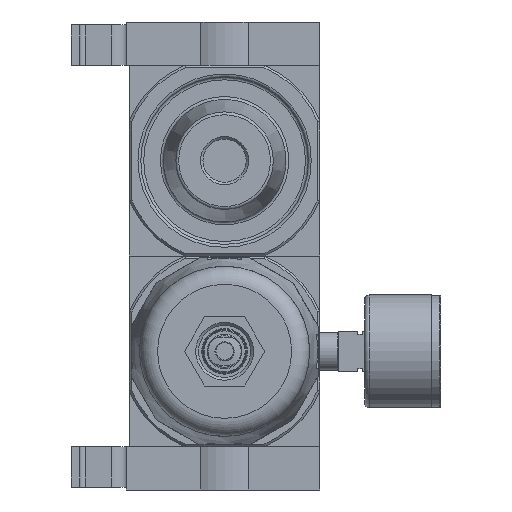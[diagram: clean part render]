
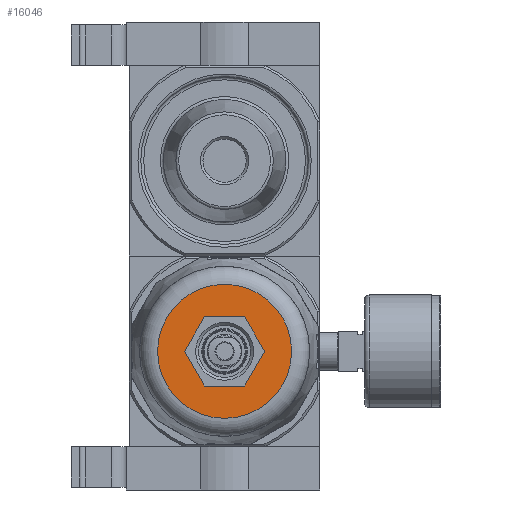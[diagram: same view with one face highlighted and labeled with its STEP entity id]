
A CAD part, front view. The second image highlights one B-rep face of the part: STEP entity #16046.
In plain terms, the highlighted planar face has unit normal (0, -1, 0).
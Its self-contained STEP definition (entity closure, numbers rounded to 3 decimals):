
#1647=CIRCLE('',#22964,23.2);
#5412=ORIENTED_EDGE('',*,*,#8079,.T.);
#5413=ORIENTED_EDGE('',*,*,#8080,.T.);
#5414=ORIENTED_EDGE('',*,*,#8081,.T.);
#5415=ORIENTED_EDGE('',*,*,#8082,.T.);
#5416=ORIENTED_EDGE('',*,*,#8083,.T.);
#5417=ORIENTED_EDGE('',*,*,#8084,.T.);
#5418=ORIENTED_EDGE('',*,*,#8085,.T.);
#8079=EDGE_CURVE('',#9738,#9738,#1647,.T.);
#8080=EDGE_CURVE('',#9739,#9740,#10897,.T.);
#8081=EDGE_CURVE('',#9740,#9741,#10898,.T.);
#8082=EDGE_CURVE('',#9741,#9742,#10899,.T.);
#8083=EDGE_CURVE('',#9742,#9743,#10900,.T.);
#8084=EDGE_CURVE('',#9743,#9744,#10901,.T.);
#8085=EDGE_CURVE('',#9744,#9739,#10902,.T.);
#9738=VERTEX_POINT('',#32826);
#9739=VERTEX_POINT('',#32828);
#9740=VERTEX_POINT('',#32829);
#9741=VERTEX_POINT('',#32831);
#9742=VERTEX_POINT('',#32833);
#9743=VERTEX_POINT('',#32835);
#9744=VERTEX_POINT('',#32837);
#10897=LINE('',#32827,#11955);
#10898=LINE('',#32830,#11956);
#10899=LINE('',#32832,#11957);
#10900=LINE('',#32834,#11958);
#10901=LINE('',#32836,#11959);
#10902=LINE('',#32838,#11960);
#11955=VECTOR('',#27265,1000.);
#11956=VECTOR('',#27266,1000.);
#11957=VECTOR('',#27267,1000.);
#11958=VECTOR('',#27268,1000.);
#11959=VECTOR('',#27269,1000.);
#11960=VECTOR('',#27270,1000.);
#13150=EDGE_LOOP('',(#5412));
#13151=EDGE_LOOP('',(#5413,#5414,#5415,#5416,#5417,#5418));
#14451=FACE_BOUND('',#13150,.T.);
#14452=FACE_BOUND('',#13151,.T.);
#15161=PLANE('',#22963);
#16046=ADVANCED_FACE('',(#14451,#14452),#15161,.F.);
#22963=AXIS2_PLACEMENT_3D('',#32824,#27261,#27262);
#22964=AXIS2_PLACEMENT_3D('',#32825,#27263,#27264);
#27261=DIRECTION('',(0.,1.,0.));
#27262=DIRECTION('',(0.,0.,1.));
#27263=DIRECTION('',(0.,-1.,0.));
#27264=DIRECTION('',(0.,0.,-1.));
#27265=DIRECTION('',(0.,0.,1.));
#27266=DIRECTION('',(0.866,0.,0.5));
#27267=DIRECTION('',(0.866,0.,-0.5));
#27268=DIRECTION('',(0.,0.,-1.));
#27269=DIRECTION('',(-0.866,0.,-0.5));
#27270=DIRECTION('',(-0.866,0.,0.5));
#32824=CARTESIAN_POINT('',(23.2,-164.,0.));
#32825=CARTESIAN_POINT('',(0.,-164.,0.));
#32826=CARTESIAN_POINT('',(0.,-164.,-23.2));
#32827=CARTESIAN_POINT('',(-12.,-164.,-6.928));
#32828=CARTESIAN_POINT('',(-12.,-164.,-6.928));
#32829=CARTESIAN_POINT('',(-12.,-164.,6.928));
#32830=CARTESIAN_POINT('',(-12.,-164.,6.928));
#32831=CARTESIAN_POINT('',(0.,-164.,13.856));
#32832=CARTESIAN_POINT('',(0.,-164.,13.856));
#32833=CARTESIAN_POINT('',(12.,-164.,6.928));
#32834=CARTESIAN_POINT('',(12.,-164.,6.928));
#32835=CARTESIAN_POINT('',(12.,-164.,-6.928));
#32836=CARTESIAN_POINT('',(12.,-164.,-6.928));
#32837=CARTESIAN_POINT('',(0.,-164.,-13.856));
#32838=CARTESIAN_POINT('',(0.,-164.,-13.856));
